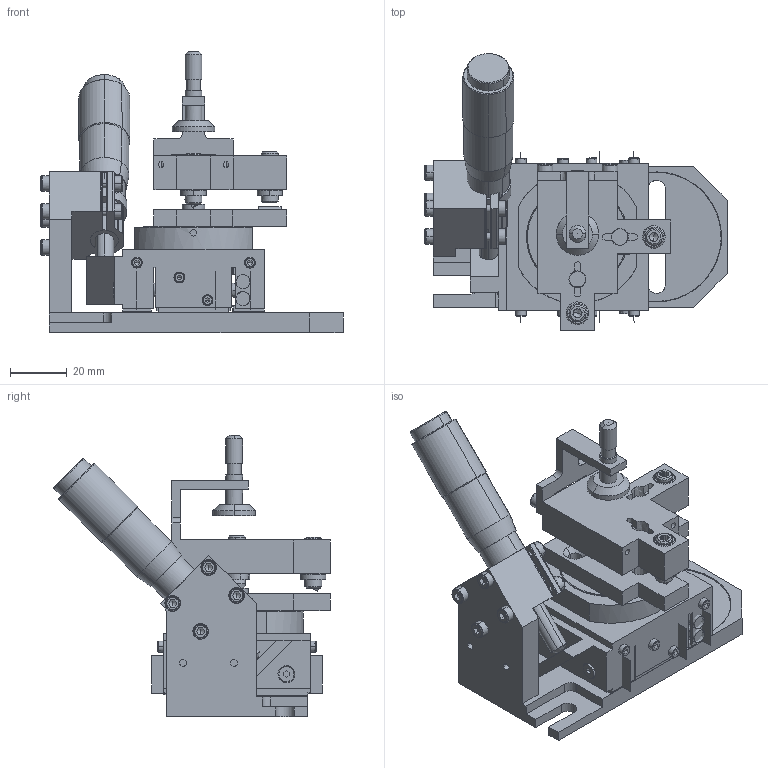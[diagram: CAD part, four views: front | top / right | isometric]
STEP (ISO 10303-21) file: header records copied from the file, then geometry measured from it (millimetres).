
FILE_DESCRIPTION(/* description */ (''),/* implementation_level */ '2;1');
FILE_NAME(/* name */ '02-MSP~1',/* time_stamp */ '2021-12-20T17:08:35+03:00',/* author */ (''),/* organization */ (''),/* preprocessor_version */ 'ST-DEVELOPER v15',/* originating_system */ '',/* authorisation */ '');
FILE_SCHEMA (('AUTOMOTIVE_DESIGN'));
Products named in the file (4): Document; Block 03; Block 02; Block 01
Assembly tree (3 placements, depth 2):
  Document
    Block 03
    Block 02
    Block 01
Bounding box: 107.03 x 97.81 x 99.52 mm (x, y, z)
Volume: 962 mm3; surface area: 67234.6 mm2
Topology: 25 solids, 65 shells, 1204 faces, 3448 edges, 2259 vertices
Faces by surface type: bspline 1204
Entity records: 90464 total; most frequent: CARTESIAN_POINT 49812, B_SPLINE_CURVE_WITH_KNOTS 7218, ORIENTED_EDGE 6403, PCURVE 6403, DEFINITIONAL_REPRESENTATION 6403, SURFACE_CURVE 3340, EDGE_CURVE 3340, VERTEX_POINT 2261
